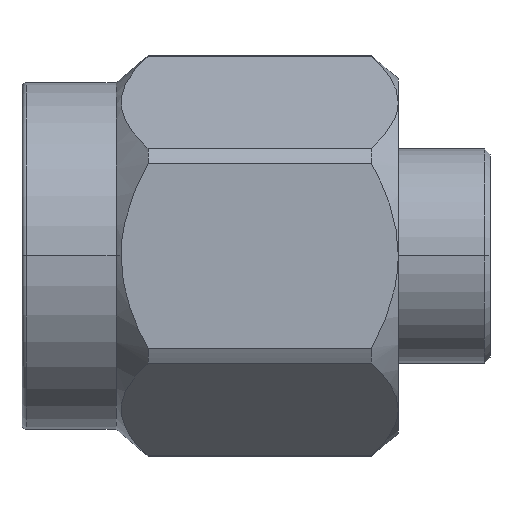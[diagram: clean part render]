
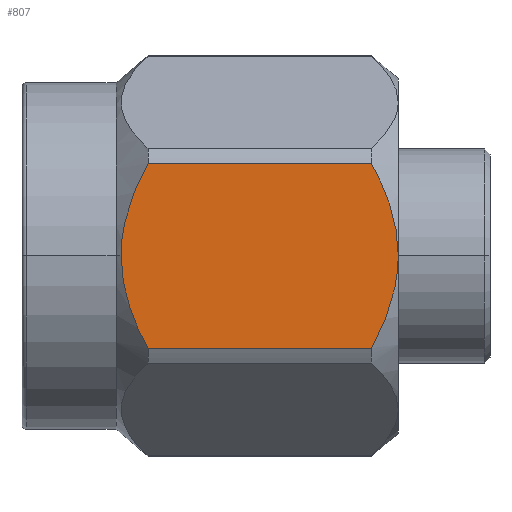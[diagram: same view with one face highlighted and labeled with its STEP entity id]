
A CAD part, top view. The second image highlights one B-rep face of the part: STEP entity #807.
In plain terms, the highlighted planar face has unit normal (0, 0, 1).
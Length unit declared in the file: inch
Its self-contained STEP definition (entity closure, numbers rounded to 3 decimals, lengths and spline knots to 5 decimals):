
#67 = CARTESIAN_POINT ( 'NONE',  ( 0.33399, 0.00725, 0.15748 ) ) ;
#134 = LINE ( 'NONE', #1335, #1149 ) ;
#169 = LINE ( 'NONE', #288, #1875 ) ;
#200 = CARTESIAN_POINT ( 'NONE',  ( 0.0879, 0., 0.15748 ) ) ;
#209 = CARTESIAN_POINT ( 'NONE',  ( 0.0925, -0.03569, 0.15748 ) ) ;
#233 = EDGE_CURVE ( 'NONE', #2453, #364, #1378, .T. ) ;
#237 = CARTESIAN_POINT ( 'NONE',  ( 0.33399, 0., 0.15748 ) ) ;
#288 = CARTESIAN_POINT ( 'NONE',  ( 0., 0.08208, 0.15748 ) ) ;
#364 = VERTEX_POINT ( 'NONE', #455 ) ;
#438 = EDGE_CURVE ( 'NONE', #2271, #1191, #1656, .T. ) ;
#455 = CARTESIAN_POINT ( 'NONE',  ( 0.31003, 0.08208, 0.15748 ) ) ;
#470 = EDGE_CURVE ( 'NONE', #364, #2271, #169, .T. ) ;
#474 = CARTESIAN_POINT ( 'NONE',  ( 0.10487, -0.06939, 0.15748 ) ) ;
#476 = CARTESIAN_POINT ( 'NONE',  ( 0.11186, 0.08208, 0.15748 ) ) ;
#512 = DIRECTION ( 'NONE',  ( -1., 0., 0. ) ) ;
#514 = AXIS2_PLACEMENT_3D ( 'NONE', #2804, #1686, #1703 ) ;
#567 = CARTESIAN_POINT ( 'NONE',  ( 0.33109, 0.02866, 0.15748 ) ) ;
#716 = CARTESIAN_POINT ( 'NONE',  ( 0.10487, 0.06938, 0.15748 ) ) ;
#727 = CARTESIAN_POINT ( 'NONE',  ( 0.33399, 0., 0.15748 ) ) ;
#729 = CARTESIAN_POINT ( 'NONE',  ( 0.0879, 0., 0.15748 ) ) ;
#807 = ADVANCED_FACE ( 'NONE', ( #2337 ), #2519, .T. ) ;
#827 = CARTESIAN_POINT ( 'NONE',  ( 0.33399, 0., 0.15748 ) ) ;
#845 = VERTEX_POINT ( 'NONE', #2721 ) ;
#850 = CARTESIAN_POINT ( 'NONE',  ( 0.31003, -0.08208, 0.15748 ) ) ;
#858 = ORIENTED_EDGE ( 'NONE', *, *, #233, .T. ) ;
#991 = CARTESIAN_POINT ( 'NONE',  ( 0.31665, -0.06949, 0.15748 ) ) ;
#1012 = CARTESIAN_POINT ( 'NONE',  ( 0.08849, -0.01432, 0.15748 ) ) ;
#1046 = ORIENTED_EDGE ( 'NONE', *, *, #2429, .T. ) ;
#1149 = VECTOR ( 'NONE', #2673, 39.37008 ) ;
#1191 = VERTEX_POINT ( 'NONE', #1384 ) ;
#1329 = CARTESIAN_POINT ( 'NONE',  ( 0.33155, -0.02876, 0.15748 ) ) ;
#1335 = CARTESIAN_POINT ( 'NONE',  ( 0., -0.08208, 0.15748 ) ) ;
#1337 = ORIENTED_EDGE ( 'NONE', *, *, #438, .T. ) ;
#1378 = B_SPLINE_CURVE_WITH_KNOTS ( 'NONE', 3,
 ( #827, #67, #2200, #567, #3261, #1680, #2753, #2718, #2452, #3240 ),
 .UNSPECIFIED., .F., .F.,
 ( 4, 2, 2, 2, 4 ),
 ( 0.01213, 0.01267, 0.01321, 0.01375, 0.01429 ),
 .UNSPECIFIED. ) ;
#1384 = CARTESIAN_POINT ( 'NONE',  ( 0.0879, 0., 0.15748 ) ) ;
#1453 = B_SPLINE_CURVE_WITH_KNOTS ( 'NONE', 3,
 ( #200, #2392, #1012, #2921, #209, #2663, #474, #2125 ),
 .UNSPECIFIED., .F., .F.,
 ( 4, 2, 2, 4 ),
 ( 0.00218, 0.00272, 0.00327, 0.00435 ),
 .UNSPECIFIED. ) ;
#1656 = B_SPLINE_CURVE_WITH_KNOTS ( 'NONE', 3,
 ( #476, #716, #1848, #3182, #2652, #2146, #2156, #729 ),
 .UNSPECIFIED., .F., .F.,
 ( 4, 2, 2, 4 ),
 ( 0., 0.00109, 0.00164, 0.00218 ),
 .UNSPECIFIED. ) ;
#1680 = CARTESIAN_POINT ( 'NONE',  ( 0.32512, 0.04942, 0.15748 ) ) ;
#1686 = DIRECTION ( 'NONE',  ( 0., 0., 1. ) ) ;
#1703 = DIRECTION ( 'NONE',  ( 0., -1., 0. ) ) ;
#1791 = EDGE_CURVE ( 'NONE', #2050, #2453, #3277, .T. ) ;
#1848 = CARTESIAN_POINT ( 'NONE',  ( 0.09892, 0.05631, 0.15748 ) ) ;
#1859 = CARTESIAN_POINT ( 'NONE',  ( 0.32507, -0.04957, 0.15748 ) ) ;
#1868 = CARTESIAN_POINT ( 'NONE',  ( 0.31345, -0.07586, 0.15748 ) ) ;
#1875 = VECTOR ( 'NONE', #512, 39.37008 ) ;
#2028 = EDGE_LOOP ( 'NONE', ( #2611, #3107, #858, #3054, #1337, #1046 ) ) ;
#2050 = VERTEX_POINT ( 'NONE', #850 ) ;
#2125 = CARTESIAN_POINT ( 'NONE',  ( 0.11186, -0.08208, 0.15748 ) ) ;
#2146 = CARTESIAN_POINT ( 'NONE',  ( 0.0885, 0.01445, 0.15748 ) ) ;
#2156 = CARTESIAN_POINT ( 'NONE',  ( 0.0879, 0.00719, 0.15748 ) ) ;
#2200 = CARTESIAN_POINT ( 'NONE',  ( 0.33338, 0.01449, 0.15748 ) ) ;
#2271 = VERTEX_POINT ( 'NONE', #3132 ) ;
#2337 = FACE_OUTER_BOUND ( 'NONE', #2028, .T. ) ;
#2375 = CARTESIAN_POINT ( 'NONE',  ( 0.33399, -0.01458, 0.15748 ) ) ;
#2392 = CARTESIAN_POINT ( 'NONE',  ( 0.0879, -0.00717, 0.15748 ) ) ;
#2397 = CARTESIAN_POINT ( 'NONE',  ( 0.32246, -0.05638, 0.15748 ) ) ;
#2411 = EDGE_CURVE ( 'NONE', #845, #2050, #134, .T. ) ;
#2429 = EDGE_CURVE ( 'NONE', #1191, #845, #1453, .T. ) ;
#2452 = CARTESIAN_POINT ( 'NONE',  ( 0.31348, 0.0758, 0.15748 ) ) ;
#2453 = VERTEX_POINT ( 'NONE', #727 ) ;
#2519 = PLANE ( 'NONE',  #514 ) ;
#2611 = ORIENTED_EDGE ( 'NONE', *, *, #2411, .T. ) ;
#2652 = CARTESIAN_POINT ( 'NONE',  ( 0.09083, 0.02882, 0.15748 ) ) ;
#2663 = CARTESIAN_POINT ( 'NONE',  ( 0.09891, -0.0563, 0.15748 ) ) ;
#2673 = DIRECTION ( 'NONE',  ( 1., 0., 0. ) ) ;
#2718 = CARTESIAN_POINT ( 'NONE',  ( 0.3167, 0.0694, 0.15748 ) ) ;
#2721 = CARTESIAN_POINT ( 'NONE',  ( 0.11186, -0.08208, 0.15748 ) ) ;
#2753 = CARTESIAN_POINT ( 'NONE',  ( 0.32252, 0.05623, 0.15748 ) ) ;
#2804 = CARTESIAN_POINT ( 'NONE',  ( -0.05971, 0.09092, 0.15748 ) ) ;
#2880 = CARTESIAN_POINT ( 'NONE',  ( 0.31003, -0.08208, 0.15748 ) ) ;
#2921 = CARTESIAN_POINT ( 'NONE',  ( 0.09078, -0.02858, 0.15748 ) ) ;
#3054 = ORIENTED_EDGE ( 'NONE', *, *, #470, .T. ) ;
#3107 = ORIENTED_EDGE ( 'NONE', *, *, #1791, .T. ) ;
#3132 = CARTESIAN_POINT ( 'NONE',  ( 0.11186, 0.08208, 0.15748 ) ) ;
#3182 = CARTESIAN_POINT ( 'NONE',  ( 0.09253, 0.03581, 0.15748 ) ) ;
#3240 = CARTESIAN_POINT ( 'NONE',  ( 0.31003, 0.08208, 0.15748 ) ) ;
#3261 = CARTESIAN_POINT ( 'NONE',  ( 0.3294, 0.03564, 0.15748 ) ) ;
#3277 = B_SPLINE_CURVE_WITH_KNOTS ( 'NONE', 3,
 ( #2880, #1868, #991, #2397, #1859, #1329, #2375, #237 ),
 .UNSPECIFIED., .F., .F.,
 ( 4, 2, 2, 4 ),
 ( 0.00996, 0.0105, 0.01104, 0.01213 ),
 .UNSPECIFIED. ) ;
